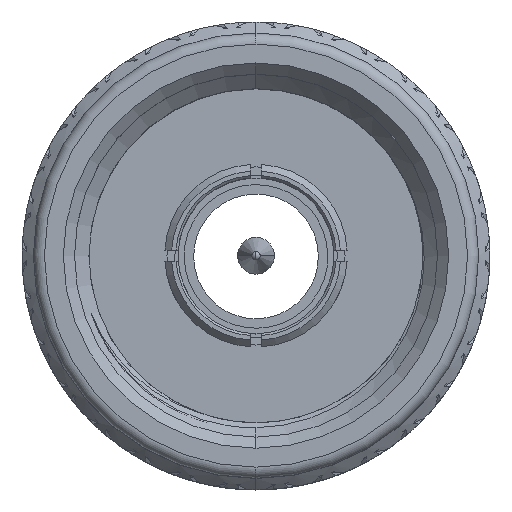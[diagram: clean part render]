
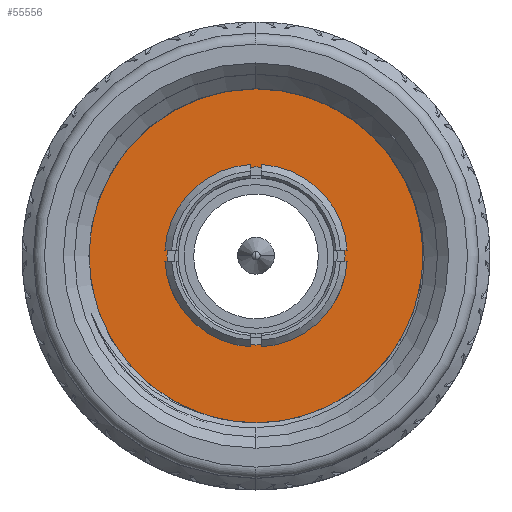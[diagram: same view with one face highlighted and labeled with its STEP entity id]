
A CAD part, top view. The second image highlights one B-rep face of the part: STEP entity #55556.
In plain terms, the highlighted planar face has unit normal (0, 0, 1).
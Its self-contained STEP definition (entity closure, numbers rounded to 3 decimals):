
#2512 = AXIS2_PLACEMENT_3D ( 'NONE', #6467, #114953, #97542 ) ;
#6467 = CARTESIAN_POINT ( 'NONE',  ( 0., 0., 11.5 ) ) ;
#8040 = CARTESIAN_POINT ( 'NONE',  ( 4., 0., 11.5 ) ) ;
#14655 = AXIS2_PLACEMENT_3D ( 'NONE', #39377, #49530, #67518 ) ;
#15752 = CARTESIAN_POINT ( 'NONE',  ( 0., 0., 11.5 ) ) ;
#15871 = EDGE_CURVE ( 'NONE', #107053, #111438, #79705, .T. ) ;
#17625 = CARTESIAN_POINT ( 'NONE',  ( 7.85, 0., 11.5 ) ) ;
#17870 = CIRCLE ( 'NONE', #2512, 7.85 ) ;
#23792 = CARTESIAN_POINT ( 'NONE',  ( -7.85, 0., 11.5 ) ) ;
#24376 = EDGE_CURVE ( 'NONE', #102214, #36437, #93054, .T. ) ;
#30868 = CARTESIAN_POINT ( 'NONE',  ( 0., 0., 11.5 ) ) ;
#34407 = EDGE_CURVE ( 'NONE', #36437, #102214, #47336, .T. ) ;
#34957 = DIRECTION ( 'NONE',  ( 0., 0., -1. ) ) ;
#36437 = VERTEX_POINT ( 'NONE', #96640 ) ;
#39377 = CARTESIAN_POINT ( 'NONE',  ( 0., 0., 11.5 ) ) ;
#40492 = ORIENTED_EDGE ( 'NONE', *, *, #34407, .T. ) ;
#40590 = ORIENTED_EDGE ( 'NONE', *, *, #15871, .F. ) ;
#41584 = AXIS2_PLACEMENT_3D ( 'NONE', #15752, #34957, #78696 ) ;
#42172 = FACE_BOUND ( 'NONE', #65737, .T. ) ;
#47336 = CIRCLE ( 'NONE', #56901, 4. ) ;
#47745 = ORIENTED_EDGE ( 'NONE', *, *, #24376, .T. ) ;
#49530 = DIRECTION ( 'NONE',  ( 0., 0., -1. ) ) ;
#55556 = ADVANCED_FACE ( 'NONE', ( #80466, #42172 ), #116993, .F. ) ;
#56683 = DIRECTION ( 'NONE',  ( 0., 0., -1. ) ) ;
#56901 = AXIS2_PLACEMENT_3D ( 'NONE', #57931, #94457, #105785 ) ;
#57931 = CARTESIAN_POINT ( 'NONE',  ( 0., 0., 11.5 ) ) ;
#60470 = EDGE_LOOP ( 'NONE', ( #40590, #113095 ) ) ;
#65737 = EDGE_LOOP ( 'NONE', ( #40492, #47745 ) ) ;
#66239 = AXIS2_PLACEMENT_3D ( 'NONE', #30868, #56683, #84234 ) ;
#67518 = DIRECTION ( 'NONE',  ( -1., 0., 0. ) ) ;
#78696 = DIRECTION ( 'NONE',  ( -1., 0., 0. ) ) ;
#79705 = CIRCLE ( 'NONE', #14655, 7.85 ) ;
#80466 = FACE_OUTER_BOUND ( 'NONE', #60470, .T. ) ;
#84234 = DIRECTION ( 'NONE',  ( -1., 0., 0. ) ) ;
#93054 = CIRCLE ( 'NONE', #66239, 4. ) ;
#94457 = DIRECTION ( 'NONE',  ( 0., 0., -1. ) ) ;
#96640 = CARTESIAN_POINT ( 'NONE',  ( -4., 0., 11.5 ) ) ;
#97542 = DIRECTION ( 'NONE',  ( -1., 0., 0. ) ) ;
#102214 = VERTEX_POINT ( 'NONE', #8040 ) ;
#105785 = DIRECTION ( 'NONE',  ( -1., 0., 0. ) ) ;
#107053 = VERTEX_POINT ( 'NONE', #23792 ) ;
#111438 = VERTEX_POINT ( 'NONE', #17625 ) ;
#113095 = ORIENTED_EDGE ( 'NONE', *, *, #118012, .F. ) ;
#114953 = DIRECTION ( 'NONE',  ( 0., 0., -1. ) ) ;
#116993 = PLANE ( 'NONE',  #41584 ) ;
#118012 = EDGE_CURVE ( 'NONE', #111438, #107053, #17870, .T. ) ;
